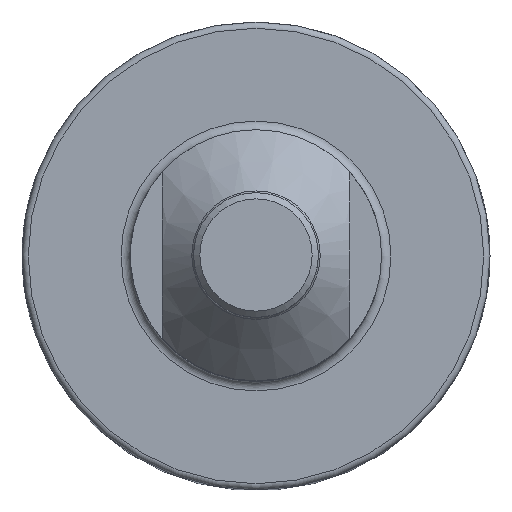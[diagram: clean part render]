
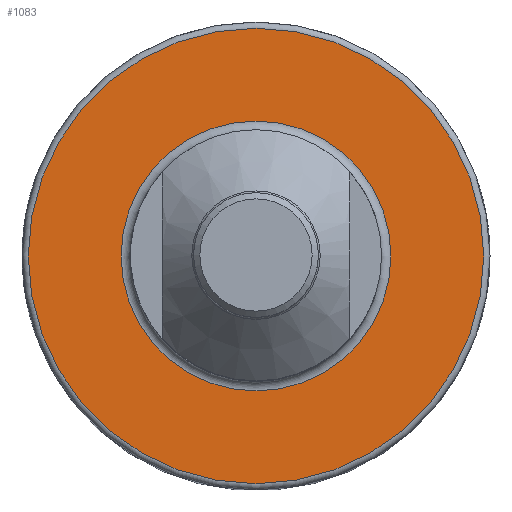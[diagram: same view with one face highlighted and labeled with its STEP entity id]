
A CAD part, top view. The second image highlights one B-rep face of the part: STEP entity #1083.
In plain terms, the highlighted planar face has unit normal (0, 0, 1).
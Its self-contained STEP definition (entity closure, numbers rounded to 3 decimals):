
#19=FACE_BOUND('',#260,.T.);
#64=PLANE('',#1224);
#196=FACE_OUTER_BOUND('',#259,.T.);
#259=EDGE_LOOP('',(#860));
#260=EDGE_LOOP('',(#861));
#359=CIRCLE('',#1223,7.3);
#360=CIRCLE('',#1225,4.325);
#490=VERTEX_POINT('',#1977);
#491=VERTEX_POINT('',#1981);
#633=EDGE_CURVE('',#490,#490,#359,.T.);
#634=EDGE_CURVE('',#491,#491,#360,.T.);
#860=ORIENTED_EDGE('',*,*,#633,.F.);
#861=ORIENTED_EDGE('',*,*,#634,.F.);
#1083=ADVANCED_FACE('',(#196,#19),#64,.T.);
#1223=AXIS2_PLACEMENT_3D('',#1979,#1498,#1499);
#1224=AXIS2_PLACEMENT_3D('',#1980,#1500,#1501);
#1225=AXIS2_PLACEMENT_3D('',#1982,#1502,#1503);
#1498=DIRECTION('center_axis',(0.,0.,-1.));
#1499=DIRECTION('ref_axis',(-1.,0.,0.));
#1500=DIRECTION('center_axis',(0.,0.,1.));
#1501=DIRECTION('ref_axis',(1.,0.,0.));
#1502=DIRECTION('center_axis',(0.,0.,1.));
#1503=DIRECTION('ref_axis',(-1.,0.,0.));
#1977=CARTESIAN_POINT('',(7.3,0.,0.));
#1979=CARTESIAN_POINT('Origin',(0.,0.,0.));
#1980=CARTESIAN_POINT('Origin',(0.,0.,0.));
#1981=CARTESIAN_POINT('',(4.325,0.,0.));
#1982=CARTESIAN_POINT('Origin',(0.,0.,0.));
